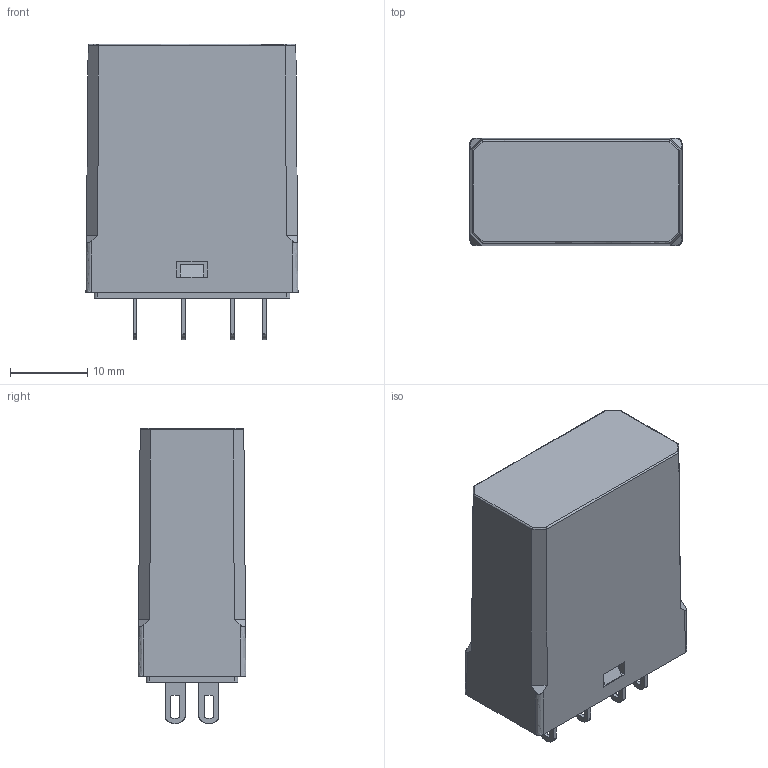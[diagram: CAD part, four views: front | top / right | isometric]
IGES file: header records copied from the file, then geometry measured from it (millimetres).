
Start section: SolidWorks IGES file using analytic representation for surfaces
Global section: file name: R2M do gniazd wtykowych.IGS; native system: SolidWorks 2012; preprocessor: SolidWorks 2012; author: pikusl; date: 140929.091215; units: millimetre
Bounding box: 27.5 x 14 x 38.3 mm (x, y, z)
Surface area: 3681.9 mm2 (no closed solid volume)
Topology: 0 solids, 0 shells, 192 faces, 1512 edges, 1512 vertices
Faces by surface type: revolution 96, bspline 96
